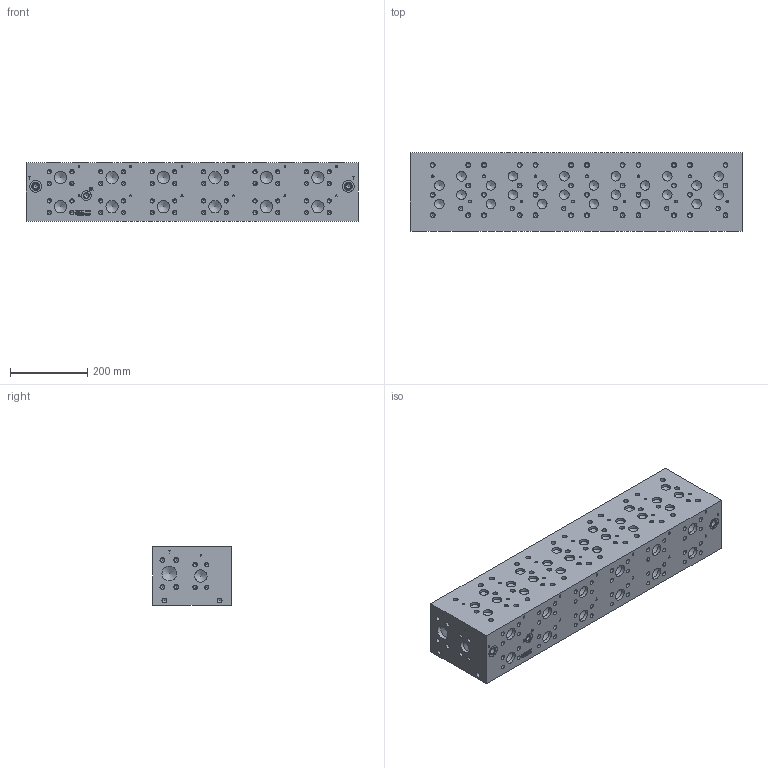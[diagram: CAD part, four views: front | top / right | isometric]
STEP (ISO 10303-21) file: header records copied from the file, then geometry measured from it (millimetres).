
FILE_DESCRIPTION(/* description */ (''),/* implementation_level */ '2;1');
FILE_NAME(/* name */ '_D08HP065F.stp',/* time_stamp */ '2021-07-15T11:58:13-04:00',/* author */ ('anthonyv'),/* organization */ (''),/* preprocessor_version */ 'ST-DEVELOPER v18.1',/* originating_system */ 'Autodesk Inventor 2021',/* authorisation */ '');
FILE_SCHEMA (('AUTOMOTIVE_DESIGN { 1 0 10303 214 3 1 1 }'));
Length unit declared in the file: millimetre
Products named in the file (1): Part_AD08HP065F_3D
Bounding box: 860.42 x 203.2 x 152.4 mm (x, y, z)
Volume: 25966064.5 mm3; surface area: 841165.6 mm2
Topology: 1 solids, 1 shells, 1236 faces, 3434 edges, 2380 vertices
Faces by surface type: plane 568, cylinder 281, bspline 213, cone 174
Full cylindrical faces by diameter (mm): 7.137 x12, 9.347 x56, 10.719 x48, 11.125 x62, 12.294 x1, 12.7 x50, 12.9 x1, 14.275 x1, 14.529 x1, 17.501 x2, 19.05 x2, 19.253 x2, 24.613 x24, 25.019 x1, 30.632 x2, 31.75 x14, 38.1 x2
Entity records: 41202 total; most frequent: CARTESIAN_POINT 9655, ORIENTED_EDGE 6538, DIRECTION 5908, EDGE_CURVE 3269, VERTEX_POINT 2380, AXIS2_PLACEMENT_3D 2041, LINE 1826, VECTOR 1826
